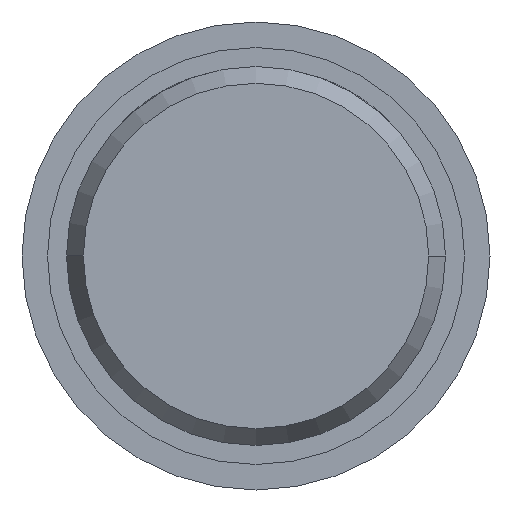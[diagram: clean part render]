
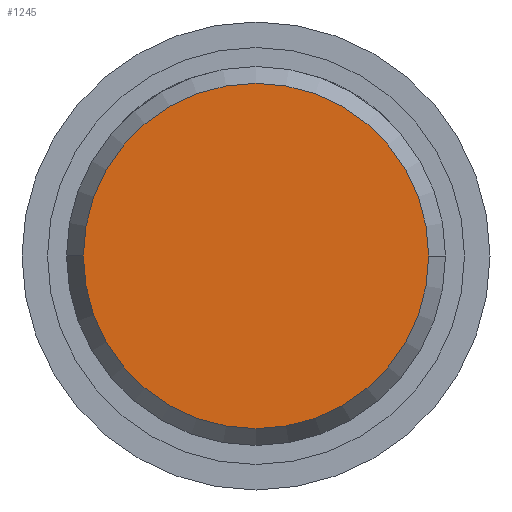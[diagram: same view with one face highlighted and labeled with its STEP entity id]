
A CAD part, front view. The second image highlights one B-rep face of the part: STEP entity #1245.
In plain terms, the highlighted planar face has unit normal (0, -1, 0).
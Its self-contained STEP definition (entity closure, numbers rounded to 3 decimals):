
#171=CARTESIAN_POINT('',(0.,-38.974,0.));
#172=DIRECTION('',(0.,-1.,0.));
#173=DIRECTION('',(1.,0.,0.));
#174=AXIS2_PLACEMENT_3D('',#171,#172,#173);
#176=CARTESIAN_POINT('',(0.,-38.974,0.));
#177=DIRECTION('',(0.,-1.,0.));
#178=DIRECTION('',(-1.,0.,0.));
#179=AXIS2_PLACEMENT_3D('',#176,#177,#178);
#973=CARTESIAN_POINT('',(8.2,-38.974,0.));
#974=CARTESIAN_POINT('',(-8.2,-38.974,0.));
#975=VERTEX_POINT('',#973);
#976=VERTEX_POINT('',#974);
#1236=CARTESIAN_POINT('',(0.,-38.974,0.));
#1237=DIRECTION('',(0.,-1.,0.));
#1238=DIRECTION('',(1.,0.,0.));
#1239=AXIS2_PLACEMENT_3D('',#1236,#1237,#1238);
#1240=PLANE('',#1239);
#1241=ORIENTED_EDGE('',*,*,#1202,.F.);
#1242=ORIENTED_EDGE('',*,*,#1223,.F.);
#1243=EDGE_LOOP('',(#1241,#1242));
#1244=FACE_OUTER_BOUND('',#1243,.F.);
#1245=ADVANCED_FACE('',(#1244),#1240,.T.);
#175=CIRCLE('',#174,8.2);
#180=CIRCLE('',#179,8.2);
#1202=EDGE_CURVE('',#975,#976,#175,.T.);
#1223=EDGE_CURVE('',#976,#975,#180,.T.);
